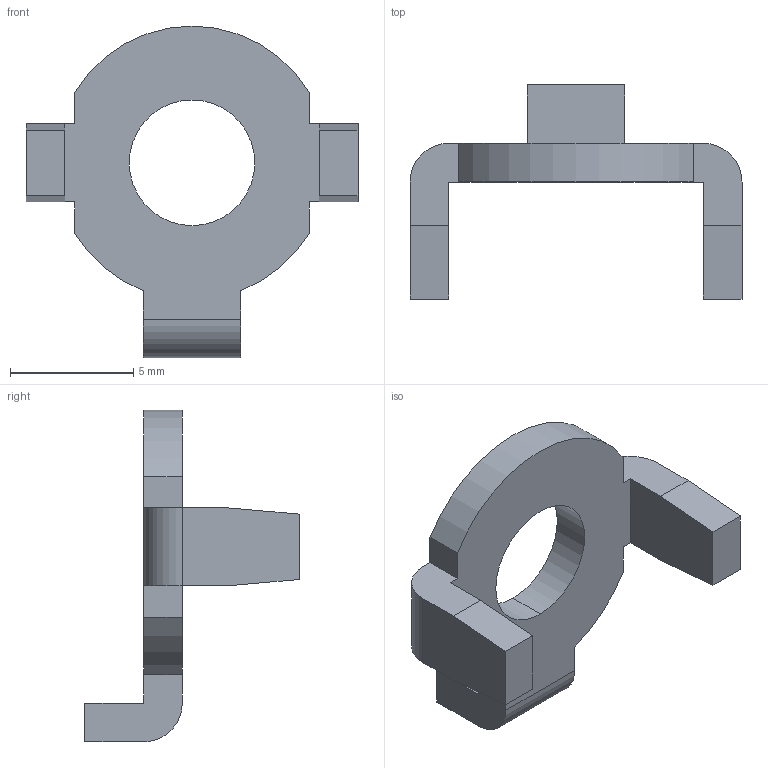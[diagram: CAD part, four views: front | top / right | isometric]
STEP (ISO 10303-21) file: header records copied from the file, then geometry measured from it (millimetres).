
FILE_DESCRIPTION (( 'STEP AP214' ), '1' );
FILE_NAME ('PowerTap1293.STEP', '2015-10-28T22:19:59', ( '' ), ( '' ), 'SwSTEP 2.0', 'SolidWorks 2015', '' );
FILE_SCHEMA (( 'AUTOMOTIVE_DESIGN' ));
Length unit declared in the file: millimetre
Products named in the file (1): PowerTap1293
Bounding box: 13.48 x 8.71 x 13.47 mm (x, y, z)
Volume: 199.9 mm3; surface area: 387.1 mm2
Topology: 1 solids, 1 shells, 33 faces, 93 edges, 62 vertices
Faces by surface type: plane 25, cylinder 8
Entity records: 1101 total; most frequent: CARTESIAN_POINT 189, ORIENTED_EDGE 186, DIRECTION 177, EDGE_CURVE 93, VECTOR 77, LINE 77, VERTEX_POINT 62, AXIS2_PLACEMENT_3D 50
